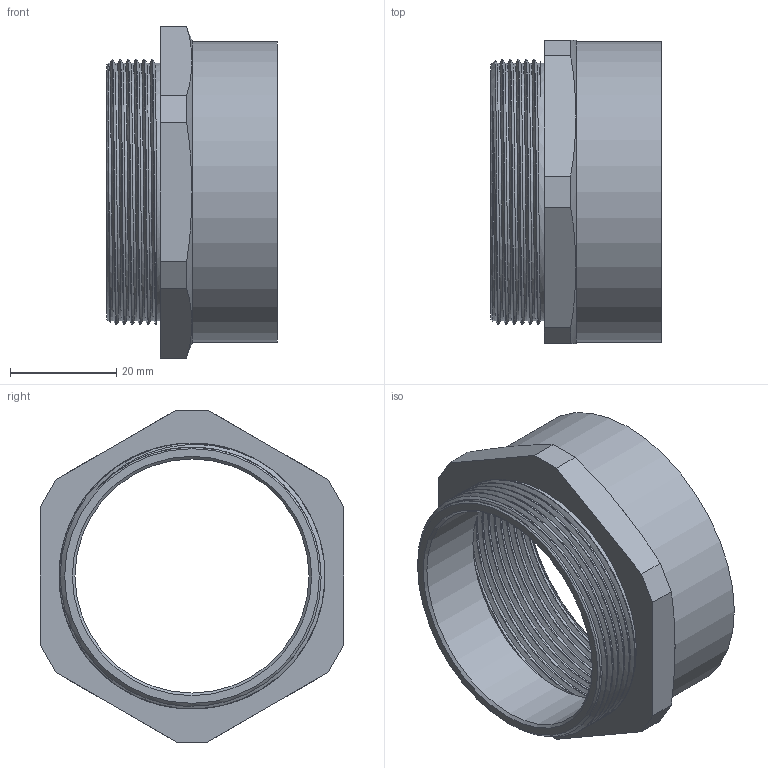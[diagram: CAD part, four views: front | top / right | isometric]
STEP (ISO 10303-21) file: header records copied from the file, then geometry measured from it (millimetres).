
FILE_DESCRIPTION(/* description */ ('Adapter M 50x1,5 /PG 42'),/* implementation_level */ '2;1');
FILE_NAME(/* name */ '61095042-RST.stp',/* time_stamp */ '2021-08-12T09:16:42+02:00',/* author */ ('sl'),/* organization */ (''),/* preprocessor_version */ 'ST-DEVELOPER v16.5',/* originating_system */ 'Autodesk Inventor 2017',/* authorisation */ '');
FILE_SCHEMA (('AUTOMOTIVE_DESIGN { 1 0 10303 214 3 1 1 }'));
Length unit declared in the file: millimetre
Products named in the file (1): 61095042
Bounding box: 32 x 57 x 62.42 mm (x, y, z)
Volume: 12963.1 mm3; surface area: 15310.9 mm2
Topology: 1 solids, 1 shells, 55 faces, 143 edges, 93 vertices
Faces by surface type: cylinder 23, plane 19, cone 9, bspline 4
Full cylindrical faces by diameter (mm): 44 x1, 48.478 x6, 52.478 x11, 56.5 x1
Entity records: 4283 total; most frequent: CARTESIAN_POINT 3490, ORIENTED_EDGE 162, DIRECTION 140, EDGE_CURVE 81, AXIS2_PLACEMENT_3D 58, VERTEX_POINT 55, EDGE_LOOP 50, FACE_OUTER_BOUND 38
